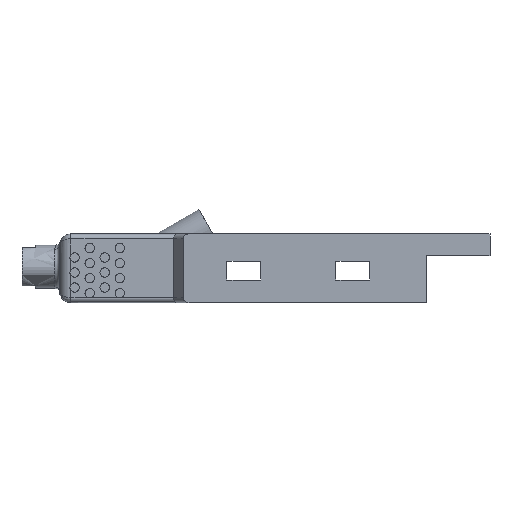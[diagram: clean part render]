
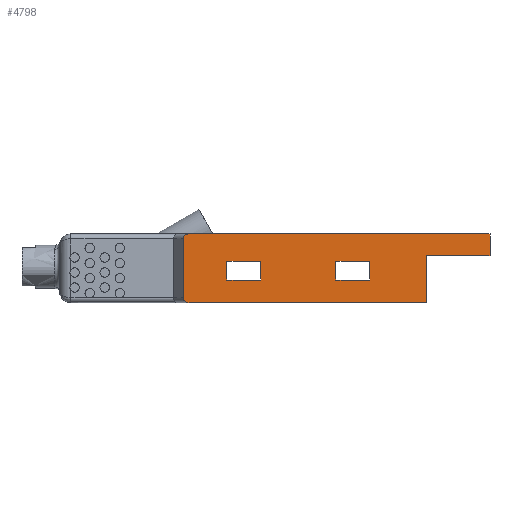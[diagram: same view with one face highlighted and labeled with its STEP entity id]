
A CAD part, front view. The second image highlights one B-rep face of the part: STEP entity #4798.
In plain terms, the highlighted planar face has unit normal (0, -1, 0).
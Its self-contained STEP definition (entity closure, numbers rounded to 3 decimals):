
#128=FACE_BOUND('',#1612,.T.);
#129=FACE_BOUND('',#1613,.T.);
#170=PLANE('',#5209);
#300=ELLIPSE('',#5187,0.307,0.25);
#303=ELLIPSE('',#5210,0.307,0.25);
#456=LINE('',#8343,#828);
#486=LINE('',#8494,#858);
#493=LINE('',#8544,#865);
#494=LINE('',#8547,#866);
#495=LINE('',#8549,#867);
#496=LINE('',#8550,#868);
#497=LINE('',#8553,#869);
#498=LINE('',#8555,#870);
#499=LINE('',#8557,#871);
#500=LINE('',#8558,#872);
#501=LINE('',#8561,#873);
#502=LINE('',#8563,#874);
#503=LINE('',#8565,#875);
#504=LINE('',#8566,#876);
#828=VECTOR('',#5833,10.);
#858=VECTOR('',#5995,10.);
#865=VECTOR('',#6044,10.);
#866=VECTOR('',#6047,10.);
#867=VECTOR('',#6048,10.);
#868=VECTOR('',#6049,10.);
#869=VECTOR('',#6050,10.);
#870=VECTOR('',#6051,10.);
#871=VECTOR('',#6052,10.);
#872=VECTOR('',#6053,10.);
#873=VECTOR('',#6054,10.);
#874=VECTOR('',#6055,10.);
#875=VECTOR('',#6056,10.);
#876=VECTOR('',#6057,10.);
#1258=FACE_OUTER_BOUND('',#1611,.T.);
#1611=EDGE_LOOP('',(#3906,#3907,#3908,#3909,#3910,#3911,#3912,#3913));
#1612=EDGE_LOOP('',(#3914,#3915,#3916,#3917));
#1613=EDGE_LOOP('',(#3918,#3919,#3920,#3921));
#2323=VERTEX_POINT('',#8340);
#2324=VERTEX_POINT('',#8342);
#2377=VERTEX_POINT('',#8487);
#2378=VERTEX_POINT('',#8489);
#2379=VERTEX_POINT('',#8493);
#2401=VERTEX_POINT('',#8543);
#2402=VERTEX_POINT('',#8546);
#2403=VERTEX_POINT('',#8548);
#2404=VERTEX_POINT('',#8551);
#2405=VERTEX_POINT('',#8552);
#2406=VERTEX_POINT('',#8554);
#2407=VERTEX_POINT('',#8556);
#2408=VERTEX_POINT('',#8559);
#2409=VERTEX_POINT('',#8560);
#2410=VERTEX_POINT('',#8562);
#2411=VERTEX_POINT('',#8564);
#2858=EDGE_CURVE('',#2324,#2323,#456,.T.);
#2934=EDGE_CURVE('',#2377,#2378,#300,.T.);
#2936=EDGE_CURVE('',#2378,#2379,#486,.T.);
#2963=EDGE_CURVE('',#2401,#2377,#493,.F.);
#2964=EDGE_CURVE('',#2324,#2401,#303,.T.);
#2965=EDGE_CURVE('',#2323,#2402,#494,.F.);
#2966=EDGE_CURVE('',#2402,#2403,#495,.T.);
#2967=EDGE_CURVE('',#2403,#2379,#496,.T.);
#2968=EDGE_CURVE('',#2404,#2405,#497,.F.);
#2969=EDGE_CURVE('',#2405,#2406,#498,.F.);
#2970=EDGE_CURVE('',#2406,#2407,#499,.F.);
#2971=EDGE_CURVE('',#2407,#2404,#500,.F.);
#2972=EDGE_CURVE('',#2408,#2409,#501,.F.);
#2973=EDGE_CURVE('',#2409,#2410,#502,.F.);
#2974=EDGE_CURVE('',#2410,#2411,#503,.F.);
#2975=EDGE_CURVE('',#2411,#2408,#504,.F.);
#3906=ORIENTED_EDGE('',*,*,#2934,.F.);
#3907=ORIENTED_EDGE('',*,*,#2963,.F.);
#3908=ORIENTED_EDGE('',*,*,#2964,.F.);
#3909=ORIENTED_EDGE('',*,*,#2858,.T.);
#3910=ORIENTED_EDGE('',*,*,#2965,.T.);
#3911=ORIENTED_EDGE('',*,*,#2966,.T.);
#3912=ORIENTED_EDGE('',*,*,#2967,.T.);
#3913=ORIENTED_EDGE('',*,*,#2936,.F.);
#3914=ORIENTED_EDGE('',*,*,#2968,.T.);
#3915=ORIENTED_EDGE('',*,*,#2969,.T.);
#3916=ORIENTED_EDGE('',*,*,#2970,.T.);
#3917=ORIENTED_EDGE('',*,*,#2971,.T.);
#3918=ORIENTED_EDGE('',*,*,#2972,.T.);
#3919=ORIENTED_EDGE('',*,*,#2973,.T.);
#3920=ORIENTED_EDGE('',*,*,#2974,.T.);
#3921=ORIENTED_EDGE('',*,*,#2975,.T.);
#4798=ADVANCED_FACE('',(#1258,#128,#129),#170,.T.);
#5187=AXIS2_PLACEMENT_3D('',#8490,#5990,#5991);
#5209=AXIS2_PLACEMENT_3D('',#8542,#6042,#6043);
#5210=AXIS2_PLACEMENT_3D('',#8545,#6045,#6046);
#5833=DIRECTION('',(1.,0.,0.));
#5990=DIRECTION('center_axis',(0.,1.,0.));
#5991=DIRECTION('ref_axis',(-1.,0.,0.));
#5995=DIRECTION('',(1.,0.,0.));
#6042=DIRECTION('center_axis',(0.,-1.,0.));
#6043=DIRECTION('ref_axis',(0.,0.,1.));
#6044=DIRECTION('',(0.,0.,-1.));
#6045=DIRECTION('center_axis',(0.,1.,0.));
#6046=DIRECTION('ref_axis',(-1.,0.,0.));
#6047=DIRECTION('',(0.,0.,-1.));
#6048=DIRECTION('',(1.,0.,0.));
#6049=DIRECTION('',(0.,0.,1.));
#6050=DIRECTION('',(0.,0.,-1.));
#6051=DIRECTION('',(-1.,0.,0.));
#6052=DIRECTION('',(0.,0.,1.));
#6053=DIRECTION('',(1.,0.,0.));
#6054=DIRECTION('',(0.,0.,-1.));
#6055=DIRECTION('',(-1.,0.,0.));
#6056=DIRECTION('',(0.,0.,1.));
#6057=DIRECTION('',(1.,0.,0.));
#8340=CARTESIAN_POINT('',(-3.4,-0.637,-3.735));
#8342=CARTESIAN_POINT('',(-16.014,-0.637,-3.735));
#8343=CARTESIAN_POINT('',(-15.,-0.637,-3.735));
#8487=CARTESIAN_POINT('',(-16.321,-0.637,-0.335));
#8489=CARTESIAN_POINT('',(-16.014,-0.637,-0.085));
#8490=CARTESIAN_POINT('Origin',(-16.014,-0.637,-0.335));
#8493=CARTESIAN_POINT('',(0.,-0.637,-0.085));
#8494=CARTESIAN_POINT('',(-7.5,-0.637,-0.085));
#8542=CARTESIAN_POINT('Origin',(-15.,-0.637,-3.735));
#8543=CARTESIAN_POINT('',(-16.321,-0.637,-3.485));
#8544=CARTESIAN_POINT('',(-16.321,-0.637,-3.735));
#8545=CARTESIAN_POINT('Origin',(-16.014,-0.637,-3.485));
#8546=CARTESIAN_POINT('',(-3.4,-0.637,-1.235));
#8547=CARTESIAN_POINT('',(-3.4,-0.637,-2.485));
#8548=CARTESIAN_POINT('',(0.,-0.637,-1.235));
#8549=CARTESIAN_POINT('',(-7.5,-0.637,-1.235));
#8550=CARTESIAN_POINT('',(0.,-0.637,-2.26));
#8551=CARTESIAN_POINT('',(-14.,-0.637,-2.535));
#8552=CARTESIAN_POINT('',(-14.,-0.637,-1.535));
#8553=CARTESIAN_POINT('',(-14.,-0.637,-2.635));
#8554=CARTESIAN_POINT('',(-12.2,-0.637,-1.535));
#8555=CARTESIAN_POINT('',(-13.6,-0.637,-1.535));
#8556=CARTESIAN_POINT('',(-12.2,-0.637,-2.535));
#8557=CARTESIAN_POINT('',(-12.2,-0.637,-3.135));
#8558=CARTESIAN_POINT('',(-14.5,-0.637,-2.535));
#8559=CARTESIAN_POINT('',(-8.2,-0.637,-2.535));
#8560=CARTESIAN_POINT('',(-8.2,-0.637,-1.535));
#8561=CARTESIAN_POINT('',(-8.2,-0.637,-2.635));
#8562=CARTESIAN_POINT('',(-6.4,-0.637,-1.535));
#8563=CARTESIAN_POINT('',(-10.7,-0.637,-1.535));
#8564=CARTESIAN_POINT('',(-6.4,-0.637,-2.535));
#8565=CARTESIAN_POINT('',(-6.4,-0.637,-3.135));
#8566=CARTESIAN_POINT('',(-11.6,-0.637,-2.535));
